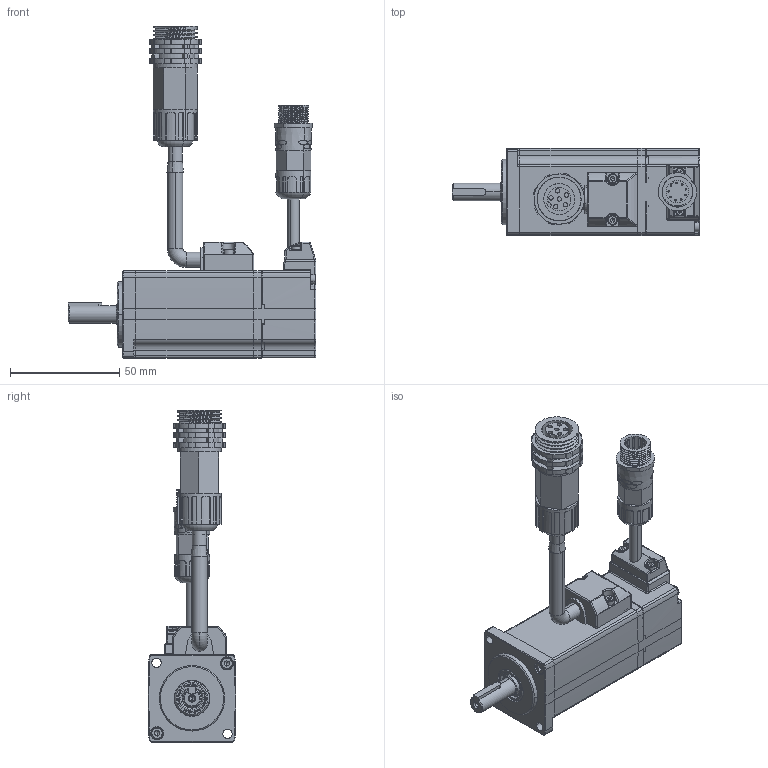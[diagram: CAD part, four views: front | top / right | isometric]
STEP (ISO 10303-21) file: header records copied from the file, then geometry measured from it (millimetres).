
FILE_DESCRIPTION (( 'STEP AP203' ), '1' );
FILE_NAME ('MXL-01A0430TA222.STEP', '2022-08-04T07:21:30', ( '' ), ( '' ), 'SwSTEP 2.0', 'SolidWorks 2018', '' );
FILE_SCHEMA (( 'CONFIG_CONTROL_DESIGN' ));
Length unit declared in the file: millimetre
Products named in the file (1): MXL-01A0430TA222
Bounding box: 113.5 x 40 x 151.99 mm (x, y, z)
Volume: 154078.9 mm3; surface area: 62730.9 mm2
Topology: 40 solids, 40 shells, 1703 faces, 4160 edges, 2571 vertices
Faces by surface type: plane 678, cylinder 591, cone 157, bspline 128, torus 116, sphere 33
Entity records: 72973 total; most frequent: CARTESIAN_POINT 33284, DIRECTION 8422, ORIENTED_EDGE 8210, EDGE_CURVE 4105, AXIS2_PLACEMENT_3D 3283, VERTEX_POINT 2568, EDGE_LOOP 1857, VECTOR 1856
